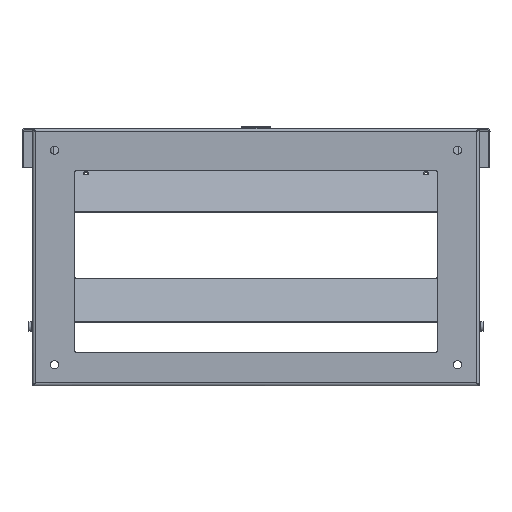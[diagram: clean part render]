
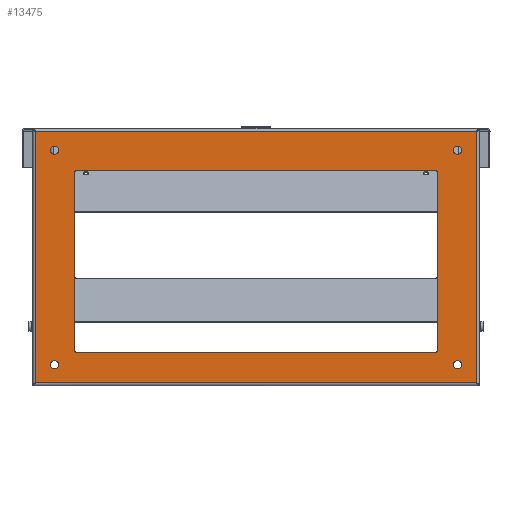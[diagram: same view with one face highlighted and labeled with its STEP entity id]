
A CAD part, front view. The second image highlights one B-rep face of the part: STEP entity #13475.
In plain terms, the highlighted planar face has unit normal (0, -1, 0).
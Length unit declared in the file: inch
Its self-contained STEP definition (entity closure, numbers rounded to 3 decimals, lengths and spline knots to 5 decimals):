
#361 = EDGE_CURVE ( 'NONE', #60233, #60233, #14526, .T. ) ;
#768 = CARTESIAN_POINT ( 'NONE',  ( -6.96875, -0.85938, -3.60938 ) ) ;
#1795 = DIRECTION ( 'NONE',  ( 0., 0., 1. ) ) ;
#2215 = DIRECTION ( 'NONE',  ( 0., 0., -1. ) ) ;
#2458 = ORIENTED_EDGE ( 'NONE', *, *, #45493, .T. ) ;
#2767 = DIRECTION ( 'NONE',  ( 0., 0., 1. ) ) ;
#2930 = DIRECTION ( 'NONE',  ( 0., 1., 0. ) ) ;
#3071 = AXIS2_PLACEMENT_3D ( 'NONE', #37745, #2930, #58666 ) ;
#3715 = AXIS2_PLACEMENT_3D ( 'NONE', #29163, #65978, #19044 ) ;
#4544 = CARTESIAN_POINT ( 'NONE',  ( 6.96875, -0.85938, -3.60938 ) ) ;
#4632 = DIRECTION ( 'NONE',  ( 0., 1., 0. ) ) ;
#5230 = CIRCLE ( 'NONE', #3071, 0.0625 ) ;
#5305 = CARTESIAN_POINT ( 'NONE',  ( 6.90625, -0.85938, 3.26563 ) ) ;
#5623 = CARTESIAN_POINT ( 'NONE',  ( -6.90625, -0.85938, -3.67187 ) ) ;
#5851 = EDGE_LOOP ( 'NONE', ( #12857 ) ) ;
#7310 = ORIENTED_EDGE ( 'NONE', *, *, #361, .T. ) ;
#7777 = EDGE_CURVE ( 'NONE', #53305, #33870, #43521, .T. ) ;
#7929 = FACE_OUTER_BOUND ( 'NONE', #57538, .T. ) ;
#9112 = CIRCLE ( 'NONE', #39290, 0.15625 ) ;
#9508 = VECTOR ( 'NONE', #31298, 39.37008 ) ;
#9652 = CARTESIAN_POINT ( 'NONE',  ( 6.90625, -0.85938, 3.32813 ) ) ;
#9885 = VERTEX_POINT ( 'NONE', #50094 ) ;
#9922 = LINE ( 'NONE', #20423, #44969 ) ;
#10216 = VERTEX_POINT ( 'NONE', #20713 ) ;
#10697 = CARTESIAN_POINT ( 'NONE',  ( -8.59375, -0.85938, -3.67187 ) ) ;
#12113 = CARTESIAN_POINT ( 'NONE',  ( -8.48175, -0.85938, -4.95313 ) ) ;
#12250 = CIRCLE ( 'NONE', #51069, 0.0625 ) ;
#12751 = CARTESIAN_POINT ( 'NONE',  ( 6.96875, -0.85938, 3.26563 ) ) ;
#12857 = ORIENTED_EDGE ( 'NONE', *, *, #52868, .T. ) ;
#13475 = ADVANCED_FACE ( 'NONE', ( #43737, #64354, #22822, #18084, #28865, #7929 ), #64018, .T. ) ;
#14094 = CIRCLE ( 'NONE', #42149, 0.15625 ) ;
#14526 = CIRCLE ( 'NONE', #15589, 0.15625 ) ;
#14655 = DIRECTION ( 'NONE',  ( 0., 0., -1. ) ) ;
#14774 = DIRECTION ( 'NONE',  ( 0., 0., 1. ) ) ;
#15589 = AXIS2_PLACEMENT_3D ( 'NONE', #21663, #47635, #63179 ) ;
#16105 = ORIENTED_EDGE ( 'NONE', *, *, #61095, .T. ) ;
#16523 = DIRECTION ( 'NONE',  ( 1., 0., 0. ) ) ;
#18084 = FACE_BOUND ( 'NONE', #5851, .T. ) ;
#18269 = VECTOR ( 'NONE', #65742, 39.37008 ) ;
#18642 = VERTEX_POINT ( 'NONE', #12751 ) ;
#19044 = DIRECTION ( 'NONE',  ( 0., 0., 1. ) ) ;
#19610 = ORIENTED_EDGE ( 'NONE', *, *, #41447, .T. ) ;
#19946 = DIRECTION ( 'NONE',  ( 0., 1., 0. ) ) ;
#20326 = DIRECTION ( 'NONE',  ( 1., 0., 0. ) ) ;
#20423 = CARTESIAN_POINT ( 'NONE',  ( 6.96875, -0.85938, -4.95313 ) ) ;
#20713 = CARTESIAN_POINT ( 'NONE',  ( -7.75, -0.85938, -3.98438 ) ) ;
#20845 = LINE ( 'NONE', #10697, #9508 ) ;
#21012 = EDGE_CURVE ( 'NONE', #27431, #53305, #66079, .T. ) ;
#21663 = CARTESIAN_POINT ( 'NONE',  ( 7.75, -0.85938, -4.14063 ) ) ;
#22105 = AXIS2_PLACEMENT_3D ( 'NONE', #64603, #32847, #1795 ) ;
#22822 = FACE_BOUND ( 'NONE', #27855, .T. ) ;
#22879 = ORIENTED_EDGE ( 'NONE', *, *, #7777, .T. ) ;
#23169 = EDGE_CURVE ( 'NONE', #33618, #18642, #12250, .T. ) ;
#27431 = VERTEX_POINT ( 'NONE', #46044 ) ;
#27653 = DIRECTION ( 'NONE',  ( 0., 0., -1. ) ) ;
#27855 = EDGE_LOOP ( 'NONE', ( #19610 ) ) ;
#28010 = EDGE_CURVE ( 'NONE', #31543, #57459, #44449, .T. ) ;
#28865 = FACE_BOUND ( 'NONE', #38252, .T. ) ;
#28916 = EDGE_CURVE ( 'NONE', #66368, #31543, #5230, .T. ) ;
#29163 = CARTESIAN_POINT ( 'NONE',  ( -6.90625, -0.85938, 3.26563 ) ) ;
#31298 = DIRECTION ( 'NONE',  ( -1., 0., 0. ) ) ;
#31543 = VERTEX_POINT ( 'NONE', #768 ) ;
#31552 = VERTEX_POINT ( 'NONE', #42350 ) ;
#32314 = CARTESIAN_POINT ( 'NONE',  ( -8.48175, -0.85938, 4.84112 ) ) ;
#32847 = DIRECTION ( 'NONE',  ( 0., 1., 0. ) ) ;
#33025 = EDGE_CURVE ( 'NONE', #42552, #33618, #65921, .T. ) ;
#33618 = VERTEX_POINT ( 'NONE', #9652 ) ;
#33870 = VERTEX_POINT ( 'NONE', #59168 ) ;
#33938 = DIRECTION ( 'NONE',  ( 0., -1., 0. ) ) ;
#34837 = ORIENTED_EDGE ( 'NONE', *, *, #28010, .T. ) ;
#35253 = DIRECTION ( 'NONE',  ( 0., 1., 0. ) ) ;
#36079 = CIRCLE ( 'NONE', #3715, 0.0625 ) ;
#36569 = CARTESIAN_POINT ( 'NONE',  ( 7.75, -0.85938, 4.10938 ) ) ;
#37745 = CARTESIAN_POINT ( 'NONE',  ( -6.90625, -0.85938, -3.60938 ) ) ;
#37801 = LINE ( 'NONE', #41869, #66469 ) ;
#38252 = EDGE_LOOP ( 'NONE', ( #7310 ) ) ;
#38437 = VERTEX_POINT ( 'NONE', #49073 ) ;
#39220 = VECTOR ( 'NONE', #56260, 39.37008 ) ;
#39290 = AXIS2_PLACEMENT_3D ( 'NONE', #36569, #62561, #56482 ) ;
#39847 = VERTEX_POINT ( 'NONE', #40057 ) ;
#40057 = CARTESIAN_POINT ( 'NONE',  ( 6.90625, -0.85938, -3.67187 ) ) ;
#40949 = ORIENTED_EDGE ( 'NONE', *, *, #64160, .T. ) ;
#41447 = EDGE_CURVE ( 'NONE', #31552, #31552, #56938, .T. ) ;
#41869 = CARTESIAN_POINT ( 'NONE',  ( -8.59375, -0.85938, -4.84112 ) ) ;
#42149 = AXIS2_PLACEMENT_3D ( 'NONE', #44925, #19946, #46264 ) ;
#42350 = CARTESIAN_POINT ( 'NONE',  ( -7.75, -0.85938, 4.26563 ) ) ;
#42552 = VERTEX_POINT ( 'NONE', #56657 ) ;
#43085 = CARTESIAN_POINT ( 'NONE',  ( -8.59375, -0.85938, -4.95313 ) ) ;
#43521 = LINE ( 'NONE', #12113, #56979 ) ;
#43737 = FACE_BOUND ( 'NONE', #58199, .T. ) ;
#43983 = LINE ( 'NONE', #49380, #63615 ) ;
#44449 = LINE ( 'NONE', #54928, #18269 ) ;
#44925 = CARTESIAN_POINT ( 'NONE',  ( -7.75, -0.85938, -4.14063 ) ) ;
#44969 = VECTOR ( 'NONE', #14655, 39.37008 ) ;
#45138 = CARTESIAN_POINT ( 'NONE',  ( -8.59375, -0.85938, 4.84112 ) ) ;
#45280 = AXIS2_PLACEMENT_3D ( 'NONE', #43085, #33938, #2215 ) ;
#45493 = EDGE_CURVE ( 'NONE', #33870, #38437, #37801, .T. ) ;
#46044 = CARTESIAN_POINT ( 'NONE',  ( 8.48175, -0.85938, 4.84113 ) ) ;
#46264 = DIRECTION ( 'NONE',  ( 0., 0., 1. ) ) ;
#47635 = DIRECTION ( 'NONE',  ( 0., 1., 0. ) ) ;
#49073 = CARTESIAN_POINT ( 'NONE',  ( 8.48175, -0.85937, -4.84112 ) ) ;
#49380 = CARTESIAN_POINT ( 'NONE',  ( 8.48175, -0.85938, -4.95313 ) ) ;
#49386 = EDGE_CURVE ( 'NONE', #39847, #66368, #20845, .T. ) ;
#50094 = CARTESIAN_POINT ( 'NONE',  ( 7.75, -0.85938, 4.26563 ) ) ;
#50420 = CARTESIAN_POINT ( 'NONE',  ( 7.75, -0.85938, -3.98438 ) ) ;
#50575 = ORIENTED_EDGE ( 'NONE', *, *, #54888, .T. ) ;
#50597 = ORIENTED_EDGE ( 'NONE', *, *, #21012, .T. ) ;
#50938 = EDGE_CURVE ( 'NONE', #38437, #27431, #43983, .T. ) ;
#51069 = AXIS2_PLACEMENT_3D ( 'NONE', #5305, #4632, #14774 ) ;
#51205 = CIRCLE ( 'NONE', #22105, 0.0625 ) ;
#52450 = ORIENTED_EDGE ( 'NONE', *, *, #54957, .T. ) ;
#52535 = ORIENTED_EDGE ( 'NONE', *, *, #23169, .T. ) ;
#52868 = EDGE_CURVE ( 'NONE', #10216, #10216, #14094, .T. ) ;
#53305 = VERTEX_POINT ( 'NONE', #32314 ) ;
#53975 = ORIENTED_EDGE ( 'NONE', *, *, #49386, .T. ) ;
#54888 = EDGE_CURVE ( 'NONE', #57459, #42552, #36079, .T. ) ;
#54928 = CARTESIAN_POINT ( 'NONE',  ( -6.96875, -0.85938, -4.95313 ) ) ;
#54957 = EDGE_CURVE ( 'NONE', #9885, #9885, #9112, .T. ) ;
#55034 = VECTOR ( 'NONE', #20326, 39.37008 ) ;
#55982 = CARTESIAN_POINT ( 'NONE',  ( -6.96875, -0.85938, 3.26563 ) ) ;
#56179 = DIRECTION ( 'NONE',  ( 0., 0., 1. ) ) ;
#56260 = DIRECTION ( 'NONE',  ( -1., 0., 0. ) ) ;
#56456 = EDGE_LOOP ( 'NONE', ( #52450 ) ) ;
#56482 = DIRECTION ( 'NONE',  ( 0., 0., 1. ) ) ;
#56657 = CARTESIAN_POINT ( 'NONE',  ( -6.90625, -0.85938, 3.32813 ) ) ;
#56938 = CIRCLE ( 'NONE', #62291, 0.15625 ) ;
#56979 = VECTOR ( 'NONE', #27653, 39.37008 ) ;
#57459 = VERTEX_POINT ( 'NONE', #55982 ) ;
#57538 = EDGE_LOOP ( 'NONE', ( #22879, #2458, #61640, #50597 ) ) ;
#58199 = EDGE_LOOP ( 'NONE', ( #50575, #64629, #52535, #16105, #40949, #53975, #61042, #34837 ) ) ;
#58666 = DIRECTION ( 'NONE',  ( 0., 0., 1. ) ) ;
#59168 = CARTESIAN_POINT ( 'NONE',  ( -8.48175, -0.85938, -4.84113 ) ) ;
#60233 = VERTEX_POINT ( 'NONE', #50420 ) ;
#61042 = ORIENTED_EDGE ( 'NONE', *, *, #28916, .T. ) ;
#61095 = EDGE_CURVE ( 'NONE', #18642, #63262, #9922, .T. ) ;
#61603 = CARTESIAN_POINT ( 'NONE',  ( -7.75, -0.85938, 4.10938 ) ) ;
#61640 = ORIENTED_EDGE ( 'NONE', *, *, #50938, .T. ) ;
#62291 = AXIS2_PLACEMENT_3D ( 'NONE', #61603, #35253, #56179 ) ;
#62561 = DIRECTION ( 'NONE',  ( 0., 1., 0. ) ) ;
#63179 = DIRECTION ( 'NONE',  ( 0., 0., 1. ) ) ;
#63262 = VERTEX_POINT ( 'NONE', #4544 ) ;
#63615 = VECTOR ( 'NONE', #2767, 39.37008 ) ;
#64018 = PLANE ( 'NONE',  #45280 ) ;
#64160 = EDGE_CURVE ( 'NONE', #63262, #39847, #51205, .T. ) ;
#64354 = FACE_BOUND ( 'NONE', #56456, .T. ) ;
#64603 = CARTESIAN_POINT ( 'NONE',  ( 6.90625, -0.85938, -3.60938 ) ) ;
#64629 = ORIENTED_EDGE ( 'NONE', *, *, #33025, .T. ) ;
#65249 = CARTESIAN_POINT ( 'NONE',  ( -8.59375, -0.85938, 3.32813 ) ) ;
#65742 = DIRECTION ( 'NONE',  ( 0., 0., 1. ) ) ;
#65921 = LINE ( 'NONE', #65249, #55034 ) ;
#65978 = DIRECTION ( 'NONE',  ( 0., 1., 0. ) ) ;
#66079 = LINE ( 'NONE', #45138, #39220 ) ;
#66368 = VERTEX_POINT ( 'NONE', #5623 ) ;
#66469 = VECTOR ( 'NONE', #16523, 39.37008 ) ;
